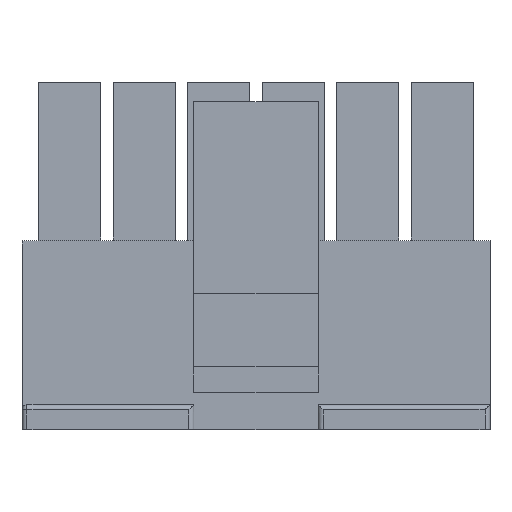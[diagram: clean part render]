
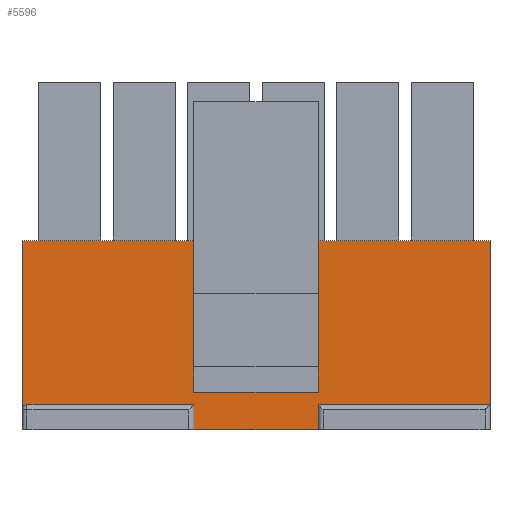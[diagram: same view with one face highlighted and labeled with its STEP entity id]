
A CAD part, top view. The second image highlights one B-rep face of the part: STEP entity #5596.
In plain terms, the highlighted planar face has unit normal (0, 0, 1).
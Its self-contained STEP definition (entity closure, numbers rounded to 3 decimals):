
#47=CIRCLE('',#5922,0.2);
#742=ORIENTED_EDGE('',*,*,#1661,.F.);
#743=ORIENTED_EDGE('',*,*,#2174,.T.);
#744=ORIENTED_EDGE('',*,*,#1667,.T.);
#745=ORIENTED_EDGE('',*,*,#2175,.T.);
#746=ORIENTED_EDGE('',*,*,#2176,.T.);
#747=ORIENTED_EDGE('',*,*,#2177,.F.);
#748=ORIENTED_EDGE('',*,*,#2178,.F.);
#749=ORIENTED_EDGE('',*,*,#2179,.F.);
#750=ORIENTED_EDGE('',*,*,#2180,.T.);
#751=ORIENTED_EDGE('',*,*,#2181,.F.);
#752=ORIENTED_EDGE('',*,*,#2182,.T.);
#753=ORIENTED_EDGE('',*,*,#2167,.F.);
#754=ORIENTED_EDGE('',*,*,#2183,.T.);
#755=ORIENTED_EDGE('',*,*,#1764,.F.);
#756=ORIENTED_EDGE('',*,*,#2184,.F.);
#757=ORIENTED_EDGE('',*,*,#2166,.F.);
#758=ORIENTED_EDGE('',*,*,#2185,.T.);
#1661=EDGE_CURVE('',#2463,#2464,#2975,.T.);
#1667=EDGE_CURVE('',#2469,#2470,#2981,.T.);
#1764=EDGE_CURVE('',#2547,#2548,#3077,.T.);
#2166=EDGE_CURVE('',#2857,#2854,#3474,.T.);
#2167=EDGE_CURVE('',#2858,#2859,#3475,.T.);
#2174=EDGE_CURVE('',#2463,#2469,#3482,.T.);
#2175=EDGE_CURVE('',#2470,#2464,#3483,.T.);
#2176=EDGE_CURVE('',#2864,#2865,#3484,.T.);
#2177=EDGE_CURVE('',#2866,#2865,#3485,.T.);
#2178=EDGE_CURVE('',#2867,#2866,#3486,.T.);
#2179=EDGE_CURVE('',#2864,#2867,#3487,.T.);
#2180=EDGE_CURVE('',#2868,#2869,#3488,.T.);
#2181=EDGE_CURVE('',#2870,#2869,#3489,.T.);
#2182=EDGE_CURVE('',#2870,#2859,#47,.F.);
#2183=EDGE_CURVE('',#2858,#2548,#3490,.T.);
#2184=EDGE_CURVE('',#2854,#2547,#3491,.T.);
#2185=EDGE_CURVE('',#2857,#2868,#3492,.T.);
#2463=VERTEX_POINT('',#7573);
#2464=VERTEX_POINT('',#7575);
#2469=VERTEX_POINT('',#7588);
#2470=VERTEX_POINT('',#7589);
#2547=VERTEX_POINT('',#7779);
#2548=VERTEX_POINT('',#7781);
#2854=VERTEX_POINT('',#8569);
#2857=VERTEX_POINT('',#8574);
#2858=VERTEX_POINT('',#8578);
#2859=VERTEX_POINT('',#8579);
#2864=VERTEX_POINT('',#8595);
#2865=VERTEX_POINT('',#8596);
#2866=VERTEX_POINT('',#8598);
#2867=VERTEX_POINT('',#8600);
#2868=VERTEX_POINT('',#8603);
#2869=VERTEX_POINT('',#8604);
#2870=VERTEX_POINT('',#8606);
#2975=LINE('',#7574,#3758);
#2981=LINE('',#7587,#3764);
#3077=LINE('',#7780,#3860);
#3474=LINE('',#8575,#4257);
#3475=LINE('',#8577,#4258);
#3482=LINE('',#8592,#4265);
#3483=LINE('',#8593,#4266);
#3484=LINE('',#8594,#4267);
#3485=LINE('',#8597,#4268);
#3486=LINE('',#8599,#4269);
#3487=LINE('',#8601,#4270);
#3488=LINE('',#8602,#4271);
#3489=LINE('',#8605,#4272);
#3490=LINE('',#8608,#4273);
#3491=LINE('',#8609,#4274);
#3492=LINE('',#8610,#4275);
#3758=VECTOR('',#6140,1000.);
#3764=VECTOR('',#6150,1000.);
#3860=VECTOR('',#6282,1000.);
#4257=VECTOR('',#6855,1000.);
#4258=VECTOR('',#6858,1000.);
#4265=VECTOR('',#6869,1000.);
#4266=VECTOR('',#6870,1000.);
#4267=VECTOR('',#6871,1000.);
#4268=VECTOR('',#6872,1000.);
#4269=VECTOR('',#6873,1000.);
#4270=VECTOR('',#6874,1000.);
#4271=VECTOR('',#6875,1000.);
#4272=VECTOR('',#6876,1000.);
#4273=VECTOR('',#6879,1000.);
#4274=VECTOR('',#6880,1000.);
#4275=VECTOR('',#6881,1000.);
#4662=EDGE_LOOP('',(#742,#743,#744,#745));
#4663=EDGE_LOOP('',(#746,#747,#748,#749));
#4664=EDGE_LOOP('',(#750,#751,#752,#753,#754,#755,#756,#757,#758));
#4992=FACE_BOUND('',#4662,.T.);
#4993=FACE_BOUND('',#4663,.T.);
#4994=FACE_BOUND('',#4664,.T.);
#5304=PLANE('',#5921);
#5596=ADVANCED_FACE('',(#4992,#4993,#4994),#5304,.T.);
#5921=AXIS2_PLACEMENT_3D('',#8591,#6867,#6868);
#5922=AXIS2_PLACEMENT_3D('',#8607,#6877,#6878);
#6140=DIRECTION('',(-1.,0.,0.));
#6150=DIRECTION('',(-1.,0.,0.));
#6282=DIRECTION('',(-1.,0.,0.));
#6855=DIRECTION('',(-1.,0.,0.));
#6858=DIRECTION('',(-1.,0.,0.));
#6867=DIRECTION('',(0.,0.,1.));
#6868=DIRECTION('',(1.,0.,0.));
#6869=DIRECTION('',(0.,-1.,0.));
#6870=DIRECTION('',(0.,1.,0.));
#6871=DIRECTION('',(-1.,0.,0.));
#6872=DIRECTION('',(0.,-1.,0.));
#6873=DIRECTION('',(-1.,0.,0.));
#6874=DIRECTION('',(0.,1.,0.));
#6875=DIRECTION('',(-1.,0.,0.));
#6876=DIRECTION('',(0.,1.,0.));
#6877=DIRECTION('',(0.,0.,1.));
#6878=DIRECTION('',(1.,0.,0.));
#6879=DIRECTION('',(0.,-1.,0.));
#6880=DIRECTION('',(0.,-1.,0.));
#6881=DIRECTION('',(0.,1.,0.));
#7573=CARTESIAN_POINT('',(-1.625,2.419,1.93));
#7574=CARTESIAN_POINT('',(2.5,2.419,1.93));
#7575=CARTESIAN_POINT('',(-2.5,2.419,1.93));
#7587=CARTESIAN_POINT('',(2.5,1.619,1.93));
#7588=CARTESIAN_POINT('',(-1.625,1.619,1.93));
#7589=CARTESIAN_POINT('',(-2.5,1.619,1.93));
#7779=CARTESIAN_POINT('',(2.5,-4.3,1.93));
#7780=CARTESIAN_POINT('',(2.5,-4.3,1.93));
#7781=CARTESIAN_POINT('',(-2.5,-4.3,1.93));
#8569=CARTESIAN_POINT('',(2.5,-3.3,1.93));
#8574=CARTESIAN_POINT('',(9.425,-3.3,1.93));
#8575=CARTESIAN_POINT('',(9.425,-3.3,1.93));
#8577=CARTESIAN_POINT('',(9.425,-3.3,1.93));
#8578=CARTESIAN_POINT('',(-2.5,-3.3,1.93));
#8579=CARTESIAN_POINT('',(-9.225,-3.3,1.93));
#8591=CARTESIAN_POINT('',(9.425,-3.3,1.93));
#8592=CARTESIAN_POINT('',(-1.625,6.65,1.93));
#8593=CARTESIAN_POINT('',(-2.5,1.619,1.93));
#8594=CARTESIAN_POINT('',(2.5,1.619,1.93));
#8595=CARTESIAN_POINT('',(2.5,1.619,1.93));
#8596=CARTESIAN_POINT('',(1.625,1.619,1.93));
#8597=CARTESIAN_POINT('',(1.625,6.65,1.93));
#8598=CARTESIAN_POINT('',(1.625,2.419,1.93));
#8599=CARTESIAN_POINT('',(2.5,2.419,1.93));
#8600=CARTESIAN_POINT('',(2.5,2.419,1.93));
#8601=CARTESIAN_POINT('',(2.5,1.619,1.93));
#8602=CARTESIAN_POINT('',(9.425,3.3,1.93));
#8603=CARTESIAN_POINT('',(9.425,3.3,1.93));
#8604=CARTESIAN_POINT('',(-9.425,3.3,1.93));
#8605=CARTESIAN_POINT('',(-9.425,-3.3,1.93));
#8606=CARTESIAN_POINT('',(-9.425,-3.5,1.93));
#8607=CARTESIAN_POINT('',(-9.225,-3.5,1.93));
#8608=CARTESIAN_POINT('',(-2.5,20.532,1.93));
#8609=CARTESIAN_POINT('',(2.5,20.532,1.93));
#8610=CARTESIAN_POINT('',(9.425,-3.3,1.93));
